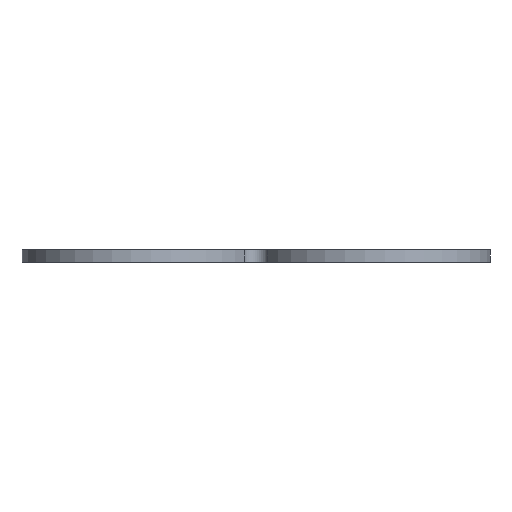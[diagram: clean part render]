
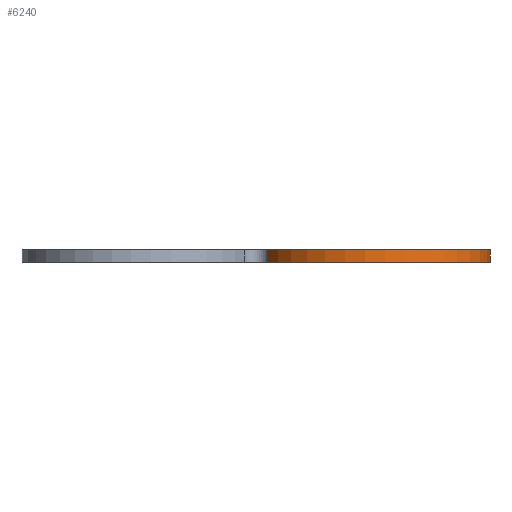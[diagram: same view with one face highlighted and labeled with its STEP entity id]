
A CAD part, left-side view. The second image highlights one B-rep face of the part: STEP entity #6240.
In plain terms, the highlighted cylindrical face has radius 46.76 mm (diameter 93.52 mm), a partial arc.
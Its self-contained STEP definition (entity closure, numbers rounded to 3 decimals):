
#570=FACE_OUTER_BOUND('',#874,.T.);
#874=EDGE_LOOP('',(#5099,#5100,#5101,#5102));
#1492=LINE('',#10834,#1938);
#1493=LINE('',#10840,#1939);
#1938=VECTOR('',#8956,10.);
#1939=VECTOR('',#8963,10.);
#2387=CIRCLE('',#7007,46.76);
#2388=CIRCLE('',#7008,46.76);
#2991=VERTEX_POINT('',#10830);
#2992=VERTEX_POINT('',#10832);
#2993=VERTEX_POINT('',#10836);
#2994=VERTEX_POINT('',#10838);
#3894=EDGE_CURVE('',#2991,#2992,#1492,.T.);
#3895=EDGE_CURVE('',#2993,#2991,#2387,.T.);
#3896=EDGE_CURVE('',#2994,#2992,#2388,.T.);
#3897=EDGE_CURVE('',#2993,#2994,#1493,.T.);
#5099=ORIENTED_EDGE('',*,*,#3895,.T.);
#5100=ORIENTED_EDGE('',*,*,#3894,.T.);
#5101=ORIENTED_EDGE('',*,*,#3896,.F.);
#5102=ORIENTED_EDGE('',*,*,#3897,.F.);
#5938=CYLINDRICAL_SURFACE('',#7006,46.76);
#6240=ADVANCED_FACE('',(#570),#5938,.T.);
#7006=AXIS2_PLACEMENT_3D('',#10835,#8957,#8958);
#7007=AXIS2_PLACEMENT_3D('',#10837,#8959,#8960);
#7008=AXIS2_PLACEMENT_3D('',#10839,#8961,#8962);
#8956=DIRECTION('',(0.,0.,1.));
#8957=DIRECTION('center_axis',(0.,0.,1.));
#8958=DIRECTION('ref_axis',(-0.754,-0.657,0.));
#8959=DIRECTION('center_axis',(0.,0.,1.));
#8960=DIRECTION('ref_axis',(-0.438,0.899,0.));
#8961=DIRECTION('center_axis',(0.,0.,1.));
#8962=DIRECTION('ref_axis',(-0.438,0.899,0.));
#8963=DIRECTION('',(0.,0.,1.));
#10830=CARTESIAN_POINT('',(539.402,114.622,0.));
#10832=CARTESIAN_POINT('',(539.402,114.622,5.));
#10834=CARTESIAN_POINT('',(539.402,114.622,0.));
#10835=CARTESIAN_POINT('Origin',(500.571,140.672,0.));
#10836=CARTESIAN_POINT('',(480.069,182.698,0.));
#10837=CARTESIAN_POINT('Origin',(500.571,140.672,0.));
#10838=CARTESIAN_POINT('',(480.069,182.698,5.));
#10839=CARTESIAN_POINT('Origin',(500.571,140.672,5.));
#10840=CARTESIAN_POINT('',(480.069,182.698,0.));
